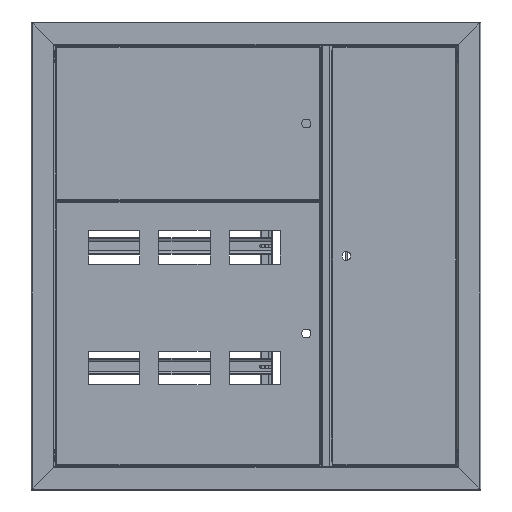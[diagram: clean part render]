
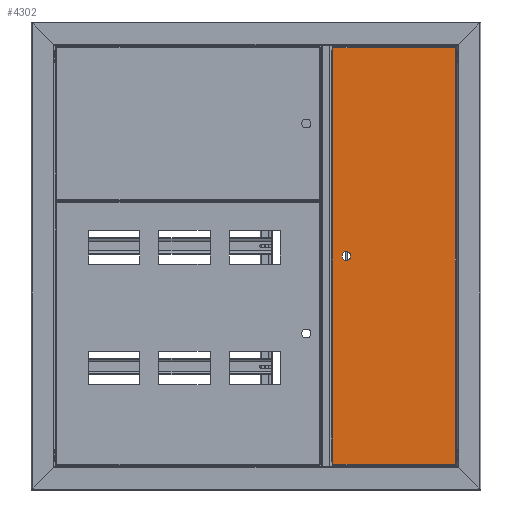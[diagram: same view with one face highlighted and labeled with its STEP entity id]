
A CAD part, top view. The second image highlights one B-rep face of the part: STEP entity #4302.
In plain terms, the highlighted planar face has unit normal (0, 0, 1).
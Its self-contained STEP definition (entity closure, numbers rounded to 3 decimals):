
#4302=ADVANCED_FACE('',(#11775,#11777),#11779,.T.);
#11775=FACE_BOUND('',#11776,.T.);
#11776=EDGE_LOOP('',(#18943,#18944,#18945,#18946));
#11777=FACE_BOUND('',#11778,.T.);
#11778=EDGE_LOOP('',(#18947,#18948,#18949,#18950));
#11779=PLANE('',#11780);
#11780=AXIS2_PLACEMENT_3D('',#11781,#11782,#11783);
#11781=CARTESIAN_POINT('',(0.,0.,1.));
#11782=DIRECTION('',(0.,0.,1.));
#11783=DIRECTION('',(1.,0.,0.));
#18943=ORIENTED_EDGE('',*,*,#22579,.T.);
#18944=ORIENTED_EDGE('',*,*,#22580,.T.);
#18945=ORIENTED_EDGE('',*,*,#22581,.T.);
#18946=ORIENTED_EDGE('',*,*,#22582,.T.);
#18947=ORIENTED_EDGE('',*,*,#22583,.T.);
#18948=ORIENTED_EDGE('',*,*,#22584,.T.);
#18949=ORIENTED_EDGE('',*,*,#22585,.T.);
#18950=ORIENTED_EDGE('',*,*,#22586,.T.);
#22579=EDGE_CURVE('',#26474,#26475,#26476,.T.);
#22580=EDGE_CURVE('',#26475,#26477,#26478,.T.);
#22581=EDGE_CURVE('',#26477,#26479,#26480,.T.);
#22582=EDGE_CURVE('',#26479,#26474,#26481,.T.);
#22583=EDGE_CURVE('',#26482,#26483,#26484,.F.);
#22584=EDGE_CURVE('',#26483,#26485,#26486,.F.);
#22585=EDGE_CURVE('',#26485,#26487,#26488,.F.);
#22586=EDGE_CURVE('',#26487,#26482,#26489,.F.);
#26474=VERTEX_POINT('',#35376);
#26475=VERTEX_POINT('',#35377);
#26476=LINE('',#35378,#35379);
#26477=VERTEX_POINT('',#35381);
#26478=LINE('',#35382,#35383);
#26479=VERTEX_POINT('',#35385);
#26480=LINE('',#35386,#35387);
#26481=LINE('',#35389,#35390);
#26482=VERTEX_POINT('',#35392);
#26483=VERTEX_POINT('',#35393);
#26484=LINE('',#35394,#35395);
#26485=VERTEX_POINT('',#35397);
#26486=CIRCLE('',#35398,9.75);
#26487=VERTEX_POINT('',#35402);
#26488=LINE('',#35403,#35404);
#26489=CIRCLE('',#35406,9.75);
#35376=CARTESIAN_POINT('',(130.5,-445.5,1.));
#35377=CARTESIAN_POINT('',(130.5,445.5,1.));
#35378=CARTESIAN_POINT('',(130.5,-445.5,1.));
#35379=VECTOR('',#35380,1.);
#35380=DIRECTION('',(0.,1.,0.));
#35381=CARTESIAN_POINT('',(-130.5,445.5,1.));
#35382=CARTESIAN_POINT('',(130.5,445.5,1.));
#35383=VECTOR('',#35384,1.);
#35384=DIRECTION('',(-1.,0.,0.));
#35385=CARTESIAN_POINT('',(-130.5,-445.5,1.));
#35386=CARTESIAN_POINT('',(-130.5,445.5,1.));
#35387=VECTOR('',#35388,1.);
#35388=DIRECTION('',(0.,-1.,0.));
#35389=CARTESIAN_POINT('',(-130.5,-445.5,1.));
#35390=VECTOR('',#35391,1.);
#35391=DIRECTION('',(1.,0.,0.));
#35392=CARTESIAN_POINT('',(111.,4.776,1.));
#35393=CARTESIAN_POINT('',(111.,-4.776,1.));
#35394=CARTESIAN_POINT('',(111.,-4.776,1.));
#35395=VECTOR('',#35396,1.);
#35396=DIRECTION('',(0.,1.,0.));
#35397=CARTESIAN_POINT('',(94.,-4.776,1.));
#35398=AXIS2_PLACEMENT_3D('',#35399,#35400,#35401);
#35399=CARTESIAN_POINT('',(102.5,0.,1.));
#35400=DIRECTION('',(0.,0.,1.));
#35401=DIRECTION('',(-0.872,-0.49,0.));
#35402=CARTESIAN_POINT('',(94.,4.776,1.));
#35403=CARTESIAN_POINT('',(94.,4.776,1.));
#35404=VECTOR('',#35405,1.);
#35405=DIRECTION('',(0.,-1.,0.));
#35406=AXIS2_PLACEMENT_3D('',#35407,#35408,#35409);
#35407=CARTESIAN_POINT('',(102.5,0.,1.));
#35408=DIRECTION('',(0.,0.,1.));
#35409=DIRECTION('',(0.872,0.49,0.));
